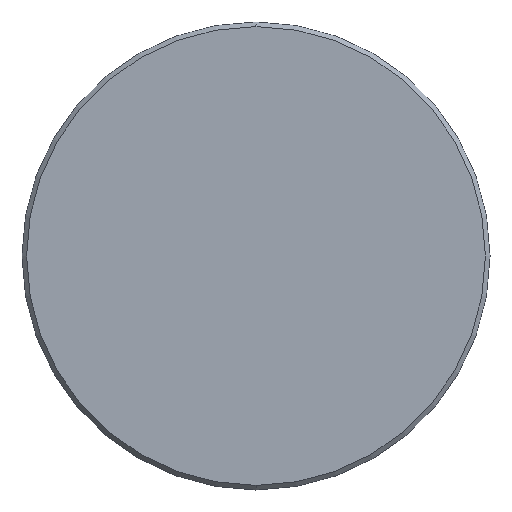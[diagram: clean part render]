
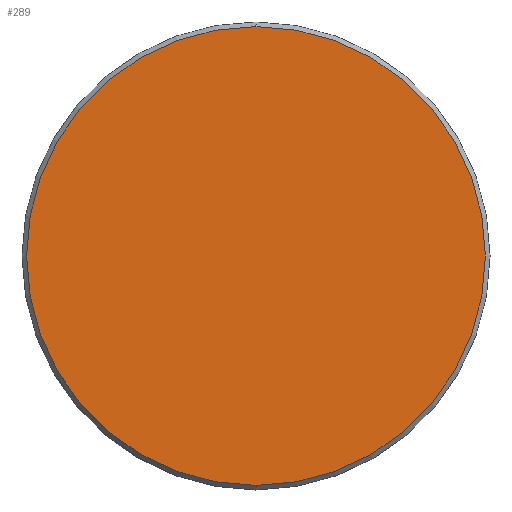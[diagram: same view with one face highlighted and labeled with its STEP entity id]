
A CAD part, left-side view. The second image highlights one B-rep face of the part: STEP entity #289.
In plain terms, the highlighted planar face has unit normal (-1, 0, 0).
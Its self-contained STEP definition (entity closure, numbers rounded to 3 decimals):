
#3 = EDGE_CURVE ( 'NONE', #299, #89, #107, .T. ) ;
#9 = PLANE ( 'NONE',  #111 ) ;
#54 = DIRECTION ( 'NONE',  ( -1., 0., 0. ) ) ;
#71 = ORIENTED_EDGE ( 'NONE', *, *, #176, .T. ) ;
#78 = EDGE_LOOP ( 'NONE', ( #188, #71 ) ) ;
#83 = CIRCLE ( 'NONE', #301, 12.45 ) ;
#89 = VERTEX_POINT ( 'NONE', #288 ) ;
#107 = CIRCLE ( 'NONE', #226, 12.45 ) ;
#111 = AXIS2_PLACEMENT_3D ( 'NONE', #144, #251, #179 ) ;
#134 = FACE_OUTER_BOUND ( 'NONE', #78, .T. ) ;
#144 = CARTESIAN_POINT ( 'NONE',  ( -1.6, 0., 0. ) ) ;
#173 = DIRECTION ( 'NONE',  ( -1., 0., 0. ) ) ;
#176 = EDGE_CURVE ( 'NONE', #89, #299, #83, .T. ) ;
#179 = DIRECTION ( 'NONE',  ( 0., 0., -1. ) ) ;
#188 = ORIENTED_EDGE ( 'NONE', *, *, #3, .T. ) ;
#204 = CARTESIAN_POINT ( 'NONE',  ( -1.6, 0., 0. ) ) ;
#226 = AXIS2_PLACEMENT_3D ( 'NONE', #204, #54, #246 ) ;
#227 = CARTESIAN_POINT ( 'NONE',  ( -1.6, 0., -12.45 ) ) ;
#228 = DIRECTION ( 'NONE',  ( 0., 0., -1. ) ) ;
#239 = CARTESIAN_POINT ( 'NONE',  ( -1.6, 0., 0. ) ) ;
#246 = DIRECTION ( 'NONE',  ( 0., 0., -1. ) ) ;
#251 = DIRECTION ( 'NONE',  ( 1., 0., 0. ) ) ;
#288 = CARTESIAN_POINT ( 'NONE',  ( -1.6, 0., 12.45 ) ) ;
#289 = ADVANCED_FACE ( 'NONE', ( #134 ), #9, .F. ) ;
#299 = VERTEX_POINT ( 'NONE', #227 ) ;
#301 = AXIS2_PLACEMENT_3D ( 'NONE', #239, #173, #228 ) ;
